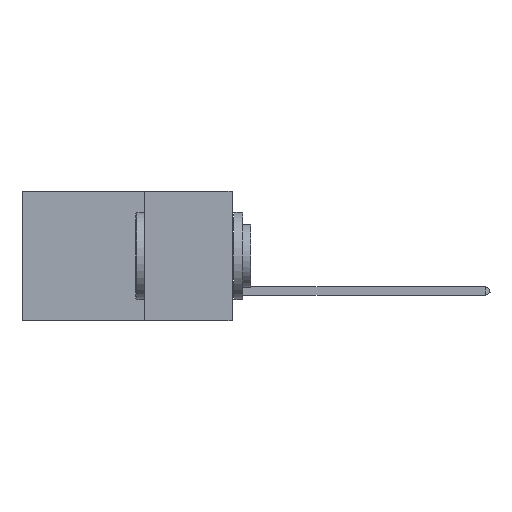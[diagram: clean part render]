
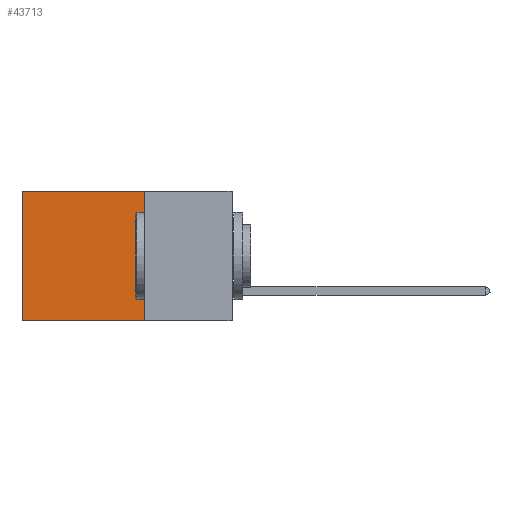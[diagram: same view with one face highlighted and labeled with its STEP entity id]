
A CAD part, left-side view. The second image highlights one B-rep face of the part: STEP entity #43713.
In plain terms, the highlighted planar face has unit normal (-1, 0, 0).
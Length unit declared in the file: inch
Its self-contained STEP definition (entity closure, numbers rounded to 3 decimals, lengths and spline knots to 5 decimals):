
#3326 = LINE ( 'NONE', #28110, #3866 ) ;
#3866 = VECTOR ( 'NONE', #20938, 39.37008 ) ;
#4369 = AXIS2_PLACEMENT_3D ( 'NONE', #35121, #13825, #21006 ) ;
#5097 = VECTOR ( 'NONE', #38215, 39.37008 ) ;
#5318 = CARTESIAN_POINT ( 'NONE',  ( 0.2875, 0.25, 0. ) ) ;
#6694 = FACE_OUTER_BOUND ( 'NONE', #18981, .T. ) ;
#9812 = CARTESIAN_POINT ( 'NONE',  ( 0.2875, 0.25, 0. ) ) ;
#10761 = LINE ( 'NONE', #19005, #15259 ) ;
#11195 = ORIENTED_EDGE ( 'NONE', *, *, #23100, .F. ) ;
#13730 = VERTEX_POINT ( 'NONE', #9812 ) ;
#13825 = DIRECTION ( 'NONE',  ( 1., 0., 0. ) ) ;
#13953 = VERTEX_POINT ( 'NONE', #27783 ) ;
#15140 = ORIENTED_EDGE ( 'NONE', *, *, #35885, .F. ) ;
#15259 = VECTOR ( 'NONE', #45767, 39.37008 ) ;
#16395 = CARTESIAN_POINT ( 'NONE',  ( 0.2875, 0.25, 0. ) ) ;
#18625 = ORIENTED_EDGE ( 'NONE', *, *, #25159, .T. ) ;
#18981 = EDGE_LOOP ( 'NONE', ( #18625, #15140, #11195, #40137 ) ) ;
#19005 = CARTESIAN_POINT ( 'NONE',  ( 0.2875, 0.25, -0.37 ) ) ;
#19064 = EDGE_CURVE ( 'NONE', #13730, #13953, #39401, .T. ) ;
#20938 = DIRECTION ( 'NONE',  ( 0., 0., -1. ) ) ;
#21006 = DIRECTION ( 'NONE',  ( 0., 0., -1. ) ) ;
#23100 = EDGE_CURVE ( 'NONE', #13730, #35754, #33493, .T. ) ;
#24675 = PLANE ( 'NONE',  #4369 ) ;
#25159 = EDGE_CURVE ( 'NONE', #13953, #29537, #3326, .T. ) ;
#27783 = CARTESIAN_POINT ( 'NONE',  ( 0.2875, 0.6, 0. ) ) ;
#28110 = CARTESIAN_POINT ( 'NONE',  ( 0.2875, 0.6, 0. ) ) ;
#29537 = VERTEX_POINT ( 'NONE', #46322 ) ;
#30353 = CARTESIAN_POINT ( 'NONE',  ( 0.2875, 0.25, -0.37 ) ) ;
#33493 = LINE ( 'NONE', #5318, #5097 ) ;
#35121 = CARTESIAN_POINT ( 'NONE',  ( 0.2875, 0.25, 0. ) ) ;
#35148 = DIRECTION ( 'NONE',  ( 0., 1., 0. ) ) ;
#35754 = VERTEX_POINT ( 'NONE', #30353 ) ;
#35885 = EDGE_CURVE ( 'NONE', #35754, #29537, #10761, .T. ) ;
#38215 = DIRECTION ( 'NONE',  ( 0., 0., -1. ) ) ;
#38224 = VECTOR ( 'NONE', #35148, 39.37008 ) ;
#39401 = LINE ( 'NONE', #16395, #38224 ) ;
#40137 = ORIENTED_EDGE ( 'NONE', *, *, #19064, .T. ) ;
#43713 = ADVANCED_FACE ( 'NONE', ( #6694 ), #24675, .F. ) ;
#45767 = DIRECTION ( 'NONE',  ( 0., 1., 0. ) ) ;
#46322 = CARTESIAN_POINT ( 'NONE',  ( 0.2875, 0.6, -0.37 ) ) ;
